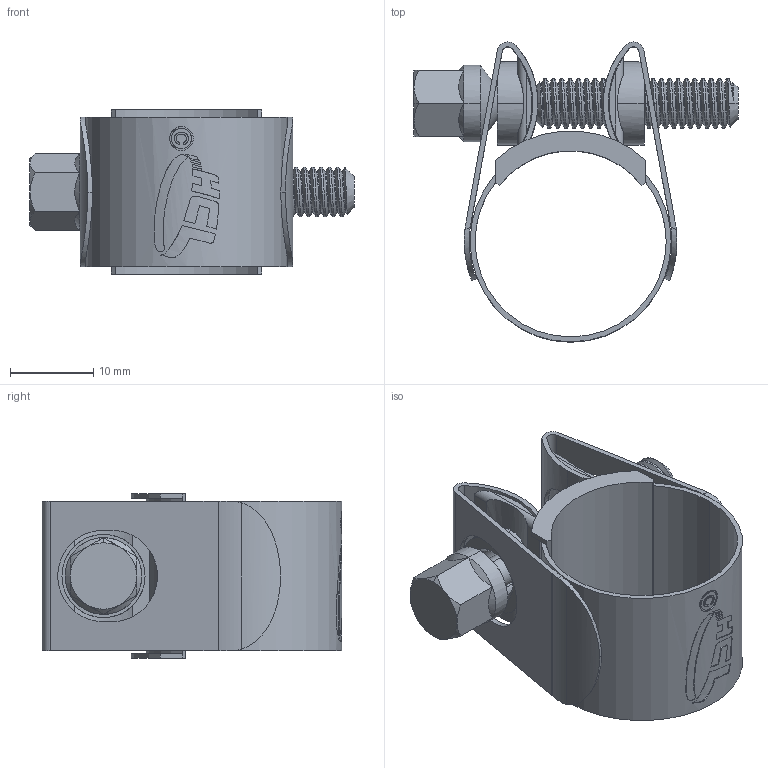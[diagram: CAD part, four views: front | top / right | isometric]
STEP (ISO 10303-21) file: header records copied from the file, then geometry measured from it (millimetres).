
FILE_DESCRIPTION (( 'STEP AP214' ), '1' );
FILE_NAME ('BBC-21-SUPRA-W5.step', '2025-06-05T15:26:56', ( '' ), ( '' ), 'SwSTEP 2.0', 'SolidWorks 2025', '' );
FILE_SCHEMA (( 'AUTOMOTIVE_DESIGN' ));
Length unit declared in the file: millimetre
Products named in the file (1): BBC-21-SUPRA-W5
Bounding box: 39 x 36.1 x 19.8 mm (x, y, z)
Volume: 3327.2 mm3; surface area: 7840.2 mm2
Topology: 5 solids, 5 shells, 283 faces, 757 edges, 491 vertices
Faces by surface type: cylinder 159, bspline 58, plane 44, cone 22
Entity records: 34061 total; most frequent: CARTESIAN_POINT 27841, ORIENTED_EDGE 1514, DIRECTION 946, EDGE_CURVE 757, VERTEX_POINT 491, AXIS2_PLACEMENT_3D 332, EDGE_LOOP 302, ADVANCED_FACE 283
